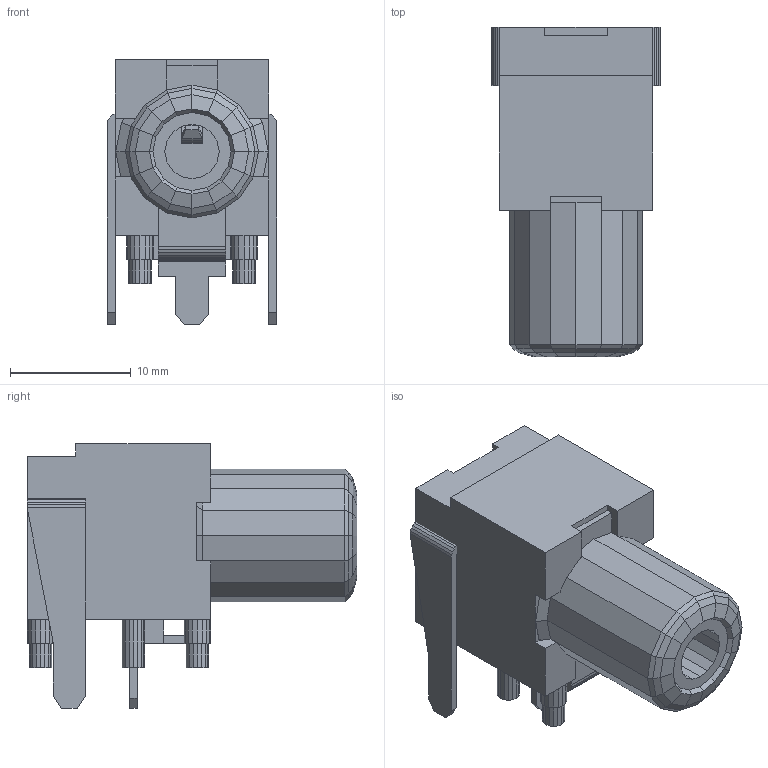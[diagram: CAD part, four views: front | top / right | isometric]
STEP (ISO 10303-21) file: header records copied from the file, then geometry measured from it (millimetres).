
FILE_DESCRIPTION(('STEP AP214'),'1');
FILE_NAME('rca_white3.stp','2025-01-21T20:53:08',(' '),(' '),'Spatial InterOp 3D',' ',' ');
FILE_SCHEMA(('AUTOMOTIVE_DESIGN { 1 0 10303 214 1 1 1 1 }'));
Length unit declared in the file: metre
Products named in the file (3): rca_white3; metal; plastic
Assembly tree (2 placements, depth 2):
  rca_white3
    metal
    plastic
Bounding box: 14.07 x 27.31 x 21.93 mm (x, y, z)
Volume: 3763.2 mm3; surface area: 3930.6 mm2
Topology: 5 solids, 5 shells, 830 faces, 2044 edges, 1225 vertices
Faces by surface type: plane 830
Entity records: 23535 total; most frequent: CARTESIAN_POINT 4102, ORIENTED_EDGE 4088, DIRECTION 3710, EDGE_CURVE 2044, LINE 2044, VECTOR 2044, VERTEX_POINT 1225, EDGE_LOOP 837
